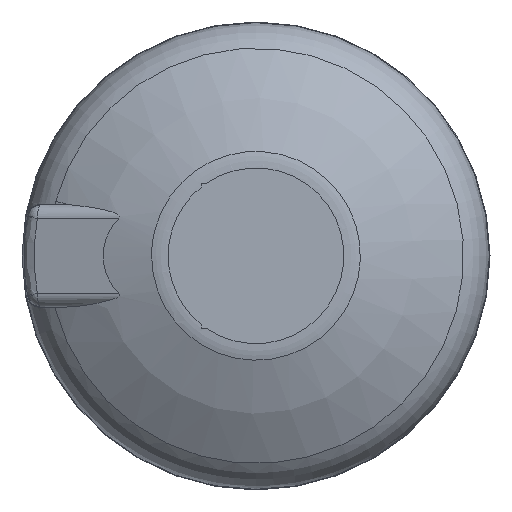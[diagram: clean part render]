
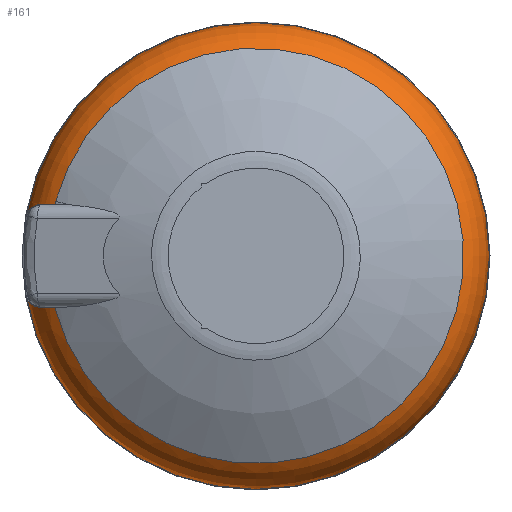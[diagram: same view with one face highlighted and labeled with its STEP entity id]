
A CAD part, top view. The second image highlights one B-rep face of the part: STEP entity #161.
In plain terms, the highlighted toroidal (fillet/blend) face has major radius 9.494 mm and minor radius 3.175 mm.
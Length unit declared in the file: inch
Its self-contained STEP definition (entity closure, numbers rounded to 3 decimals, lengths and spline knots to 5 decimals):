
#116=TOROIDAL_SURFACE('',#460,0.37379,0.125);
#122=B_SPLINE_CURVE_WITH_KNOTS('',3,(#594,#595,#596,#597,#598,#599,#600),
 .UNSPECIFIED.,.F.,.F.,(4,3,4),(0.,0.4238,1.),.UNSPECIFIED.);
#125=B_SPLINE_CURVE_WITH_KNOTS('',3,(#620,#621,#622,#623,#624,#625,#626),
 .UNSPECIFIED.,.F.,.F.,(4,3,4),(0.,0.4238,1.),.UNSPECIFIED.);
#131=B_SPLINE_CURVE_WITH_KNOTS('',3,(#717,#718,#719,#720,#721,#722,#723,
#724,#725,#726,#727,#728,#729,#730,#731,#732,#733,#734,#735,#736,#737,#738,
#739,#740,#741,#742,#743,#744,#745,#746,#747,#748,#749,#750,#751,#752,#753,
#754,#755,#756),.UNSPECIFIED.,.F.,.F.,(4,3,3,3,3,3,3,3,3,3,3,3,3,4),(0.,
0.33908,0.85074,0.90514,0.93998,
0.96207,0.976,0.98479,0.99035,0.99389,
0.99617,0.99838,0.99922,1.),.UNSPECIFIED.);
#132=B_SPLINE_CURVE_WITH_KNOTS('',3,(#757,#758,#759,#760,#761,#762,#763,
#764,#765,#766,#767,#768,#769,#770,#771,#772,#773,#774,#775,#776,#777,#778,
#779,#780,#781),.UNSPECIFIED.,.F.,.F.,(4,3,3,3,3,3,3,3,4),(0.,0.00066,
0.00159,0.00442,0.01759,0.06999,
0.2803,0.70721,1.),.UNSPECIFIED.);
#140=FACE_OUTER_BOUND('',#219,.T.);
#161=ADVANCED_FACE('',(#140),#116,.T.);
#189=CIRCLE('',#455,0.49871);
#191=CIRCLE('',#458,0.44373);
#219=EDGE_LOOP('',(#264,#265,#266,#267,#268,#269));
#264=ORIENTED_EDGE('',*,*,#370,.F.);
#265=ORIENTED_EDGE('',*,*,#385,.T.);
#266=ORIENTED_EDGE('',*,*,#376,.T.);
#267=ORIENTED_EDGE('',*,*,#386,.T.);
#268=ORIENTED_EDGE('',*,*,#379,.F.);
#269=ORIENTED_EDGE('',*,*,#387,.T.);
#338=VERTEX_POINT('',#601);
#339=VERTEX_POINT('',#602);
#344=VERTEX_POINT('',#619);
#345=VERTEX_POINT('',#627);
#347=VERTEX_POINT('',#638);
#348=VERTEX_POINT('',#640);
#370=EDGE_CURVE('',#338,#339,#122,.T.);
#376=EDGE_CURVE('',#345,#344,#125,.T.);
#379=EDGE_CURVE('',#347,#348,#189,.T.);
#385=EDGE_CURVE('',#338,#345,#191,.T.);
#386=EDGE_CURVE('',#344,#348,#131,.T.);
#387=EDGE_CURVE('',#347,#339,#132,.T.);
#455=AXIS2_PLACEMENT_3D('',#639,#512,#513);
#458=AXIS2_PLACEMENT_3D('',#715,#518,#519);
#460=AXIS2_PLACEMENT_3D('',#782,#522,#523);
#512=DIRECTION('',(0.,0.,-1.));
#513=DIRECTION('',(-1.,0.,0.));
#518=DIRECTION('',(0.,0.,-1.));
#519=DIRECTION('',(-1.,0.,0.));
#522=DIRECTION('',(0.,0.,-1.));
#523=DIRECTION('',(-1.,0.,0.));
#594=CARTESIAN_POINT('',(-0.42988,-4.89,0.13899));
#595=CARTESIAN_POINT('',(-0.43461,-4.89,0.1359));
#596=CARTESIAN_POINT('',(-0.43914,-4.89,0.13249));
#597=CARTESIAN_POINT('',(-0.44341,-4.89,0.1288));
#598=CARTESIAN_POINT('',(-0.44924,-4.89,0.12377));
#599=CARTESIAN_POINT('',(-0.45464,-4.89,0.11818));
#600=CARTESIAN_POINT('',(-0.45945,-4.89,0.11216));
#601=CARTESIAN_POINT('',(-0.42988,-4.89,0.13899));
#602=CARTESIAN_POINT('',(-0.45945,-4.89,0.11216));
#619=CARTESIAN_POINT('',(-0.45945,-5.11,0.11216));
#620=CARTESIAN_POINT('',(-0.42988,-5.11,0.13899));
#621=CARTESIAN_POINT('',(-0.43461,-5.11,0.1359));
#622=CARTESIAN_POINT('',(-0.43914,-5.11,0.13249));
#623=CARTESIAN_POINT('',(-0.44341,-5.11,0.1288));
#624=CARTESIAN_POINT('',(-0.44924,-5.11,0.12377));
#625=CARTESIAN_POINT('',(-0.45464,-5.11,0.11818));
#626=CARTESIAN_POINT('',(-0.45945,-5.11,0.11216));
#627=CARTESIAN_POINT('',(-0.42988,-5.11,0.13899));
#638=CARTESIAN_POINT('',(-0.49139,-4.91488,0.04));
#639=CARTESIAN_POINT('',(0.,-5.,0.04));
#640=CARTESIAN_POINT('',(-0.49139,-5.08512,0.04));
#715=CARTESIAN_POINT('',(0.,-5.,0.13899));
#717=CARTESIAN_POINT('',(-0.45945,-5.11,0.11216));
#718=CARTESIAN_POINT('',(-0.46541,-5.11,0.10473));
#719=CARTESIAN_POINT('',(-0.47076,-5.1084,0.09673));
#720=CARTESIAN_POINT('',(-0.4752,-5.106,0.08865));
#721=CARTESIAN_POINT('',(-0.48186,-5.10239,0.07651));
#722=CARTESIAN_POINT('',(-0.48669,-5.09687,0.06377));
#723=CARTESIAN_POINT('',(-0.48945,-5.09082,0.0511));
#724=CARTESIAN_POINT('',(-0.48974,-5.09017,0.04974));
#725=CARTESIAN_POINT('',(-0.49002,-5.08951,0.04837));
#726=CARTESIAN_POINT('',(-0.49027,-5.08884,0.047));
#727=CARTESIAN_POINT('',(-0.49043,-5.08842,0.04613));
#728=CARTESIAN_POINT('',(-0.49058,-5.08799,0.04525));
#729=CARTESIAN_POINT('',(-0.49072,-5.08756,0.04438));
#730=CARTESIAN_POINT('',(-0.49081,-5.08728,0.04382));
#731=CARTESIAN_POINT('',(-0.4909,-5.08701,0.04327));
#732=CARTESIAN_POINT('',(-0.49098,-5.08673,0.04271));
#733=CARTESIAN_POINT('',(-0.49103,-5.08655,0.04237));
#734=CARTESIAN_POINT('',(-0.49108,-5.08638,0.04202));
#735=CARTESIAN_POINT('',(-0.49113,-5.0862,0.04167));
#736=CARTESIAN_POINT('',(-0.49116,-5.08609,0.04145));
#737=CARTESIAN_POINT('',(-0.49119,-5.08597,0.04123));
#738=CARTESIAN_POINT('',(-0.49122,-5.08586,0.04101));
#739=CARTESIAN_POINT('',(-0.49124,-5.08578,0.04087));
#740=CARTESIAN_POINT('',(-0.49126,-5.08571,0.04074));
#741=CARTESIAN_POINT('',(-0.49128,-5.08563,0.0406));
#742=CARTESIAN_POINT('',(-0.49129,-5.08558,0.04051));
#743=CARTESIAN_POINT('',(-0.4913,-5.08553,0.04043));
#744=CARTESIAN_POINT('',(-0.49132,-5.08548,0.04034));
#745=CARTESIAN_POINT('',(-0.49132,-5.08544,0.04029));
#746=CARTESIAN_POINT('',(-0.49133,-5.08541,0.04024));
#747=CARTESIAN_POINT('',(-0.49134,-5.08537,0.04019));
#748=CARTESIAN_POINT('',(-0.49135,-5.08533,0.04014));
#749=CARTESIAN_POINT('',(-0.49136,-5.08529,0.04009));
#750=CARTESIAN_POINT('',(-0.49137,-5.08524,0.04005));
#751=CARTESIAN_POINT('',(-0.49137,-5.08522,0.04004));
#752=CARTESIAN_POINT('',(-0.49138,-5.0852,0.04002));
#753=CARTESIAN_POINT('',(-0.49138,-5.08518,0.04001));
#754=CARTESIAN_POINT('',(-0.49138,-5.08516,0.04001));
#755=CARTESIAN_POINT('',(-0.49139,-5.08514,0.04));
#756=CARTESIAN_POINT('',(-0.49139,-5.08512,0.04));
#757=CARTESIAN_POINT('',(-0.49139,-4.91488,0.04));
#758=CARTESIAN_POINT('',(-0.49139,-4.91486,0.04));
#759=CARTESIAN_POINT('',(-0.49139,-4.91485,0.04));
#760=CARTESIAN_POINT('',(-0.49138,-4.91483,0.04001));
#761=CARTESIAN_POINT('',(-0.49138,-4.9148,0.04002));
#762=CARTESIAN_POINT('',(-0.49137,-4.91478,0.04003));
#763=CARTESIAN_POINT('',(-0.49137,-4.91476,0.04005));
#764=CARTESIAN_POINT('',(-0.49136,-4.9147,0.0401));
#765=CARTESIAN_POINT('',(-0.49135,-4.91465,0.04016));
#766=CARTESIAN_POINT('',(-0.49133,-4.9146,0.04023));
#767=CARTESIAN_POINT('',(-0.49129,-4.91439,0.04053));
#768=CARTESIAN_POINT('',(-0.49124,-4.91422,0.04086));
#769=CARTESIAN_POINT('',(-0.4912,-4.91405,0.04119));
#770=CARTESIAN_POINT('',(-0.49102,-4.91337,0.04249));
#771=CARTESIAN_POINT('',(-0.49082,-4.91272,0.04381));
#772=CARTESIAN_POINT('',(-0.4906,-4.91208,0.04512));
#773=CARTESIAN_POINT('',(-0.48972,-4.90949,0.05039));
#774=CARTESIAN_POINT('',(-0.48849,-4.90699,0.05565));
#775=CARTESIAN_POINT('',(-0.48692,-4.90465,0.06088));
#776=CARTESIAN_POINT('',(-0.48376,-4.89993,0.0714));
#777=CARTESIAN_POINT('',(-0.47917,-4.89576,0.08191));
#778=CARTESIAN_POINT('',(-0.47332,-4.89306,0.09198));
#779=CARTESIAN_POINT('',(-0.46929,-4.8912,0.09891));
#780=CARTESIAN_POINT('',(-0.46459,-4.89,0.10574));
#781=CARTESIAN_POINT('',(-0.45945,-4.89,0.11216));
#782=CARTESIAN_POINT('',(0.,-5.,0.03539));
